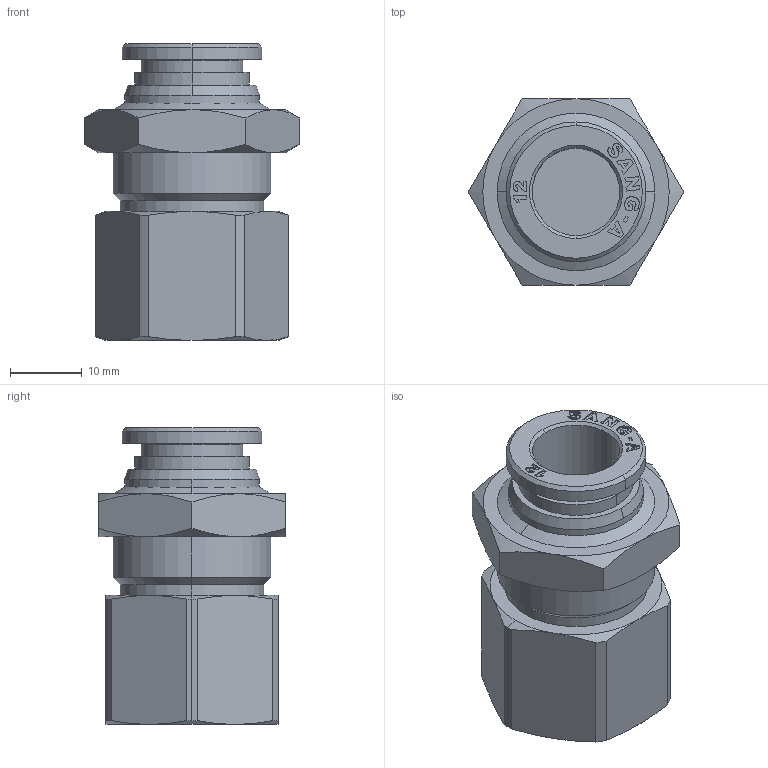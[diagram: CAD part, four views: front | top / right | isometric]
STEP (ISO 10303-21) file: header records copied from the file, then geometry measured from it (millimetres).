
FILE_DESCRIPTION (( 'STEP AP214' ), '1' );
FILE_NAME ('PMF12-G04.stp', '2015-09-24T07:05:19', ( '' ), ( '' ), 'SwSTEP 2.0', 'SolidWorks 2015', '' );
FILE_SCHEMA (( 'AUTOMOTIVE_DESIGN' ));
Length unit declared in the file: millimetre
Products named in the file (2): ｦ+ﾃｦ1; PMF12-G04
Assembly tree (1 placements, depth 2):
  PMF12-G04
    ｦ+ﾃｦ1
Bounding box: 30.02 x 26 x 41.4 mm (x, y, z)
Volume: 10862.7 mm3; surface area: 6385.6 mm2
Topology: 1 solids, 1 shells, 422 faces, 1169 edges, 767 vertices
Faces by surface type: plane 354, cone 41, cylinder 22, bspline 5
Entity records: 13771 total; most frequent: CARTESIAN_POINT 2701, ORIENTED_EDGE 2338, DIRECTION 2040, EDGE_CURVE 1169, LINE 1020, VECTOR 1020, VERTEX_POINT 767, AXIS2_PLACEMENT_3D 510
